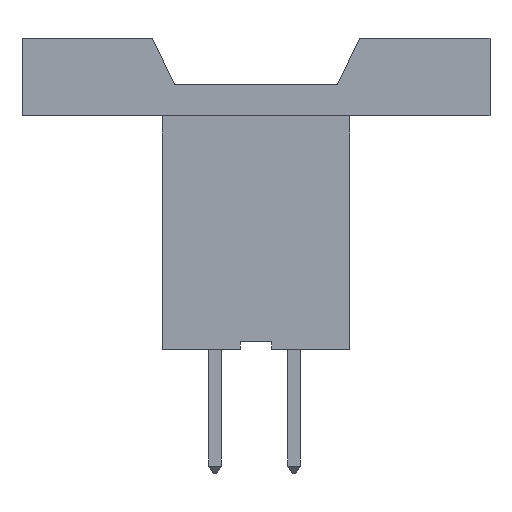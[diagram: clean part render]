
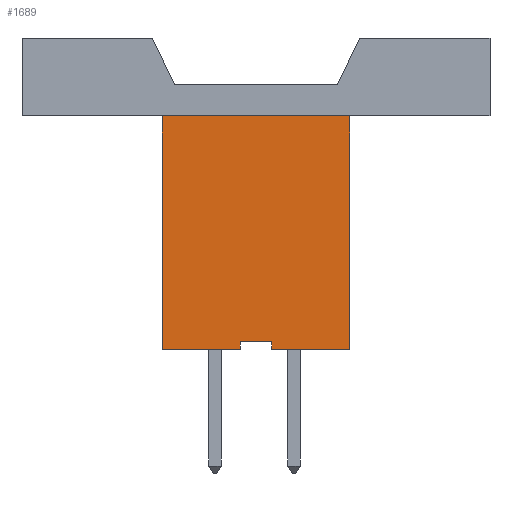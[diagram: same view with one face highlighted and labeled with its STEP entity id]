
A CAD part, front view. The second image highlights one B-rep face of the part: STEP entity #1689.
In plain terms, the highlighted planar face has unit normal (0, -1, 0).
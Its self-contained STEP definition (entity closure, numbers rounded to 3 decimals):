
#1646=AXIS2_PLACEMENT_3D('Plane Axis2P3D',#1643,#1644,#1645) ;
#302=CARTESIAN_POINT('Vertex',(9.02,1.727,23.)) ;
#305=CARTESIAN_POINT('Line Origine',(15.04,1.727,23.)) ;
#309=CARTESIAN_POINT('Vertex',(21.06,1.727,23.)) ;
#722=CARTESIAN_POINT('Vertex',(14.04,1.727,8.5)) ;
#727=CARTESIAN_POINT('Line Origine',(14.04,1.727,8.25)) ;
#731=CARTESIAN_POINT('Vertex',(14.04,1.727,8.)) ;
#766=CARTESIAN_POINT('Line Origine',(11.53,1.727,8.)) ;
#770=CARTESIAN_POINT('Vertex',(9.02,1.727,8.)) ;
#1643=CARTESIAN_POINT('Axis2P3D Location',(9.019,1.727,23.)) ;
#1648=CARTESIAN_POINT('Line Origine',(9.02,1.727,15.5)) ;
#1653=CARTESIAN_POINT('Line Origine',(15.04,1.727,8.5)) ;
#1657=CARTESIAN_POINT('Vertex',(16.04,1.727,8.5)) ;
#1660=CARTESIAN_POINT('Line Origine',(16.04,1.727,8.25)) ;
#1664=CARTESIAN_POINT('Vertex',(16.04,1.727,8.)) ;
#1667=CARTESIAN_POINT('Line Origine',(18.55,1.727,8.)) ;
#1671=CARTESIAN_POINT('Vertex',(21.06,1.727,8.)) ;
#1674=CARTESIAN_POINT('Line Origine',(21.06,1.727,15.5)) ;
#306=DIRECTION('Vector Direction',(-1.,0.,0.)) ;
#728=DIRECTION('Vector Direction',(0.,0.,-1.)) ;
#767=DIRECTION('Vector Direction',(1.,0.,0.)) ;
#1644=DIRECTION('Axis2P3D Direction',(-0.,1.,0.)) ;
#1645=DIRECTION('Axis2P3D XDirection',(1.,0.,0.)) ;
#1649=DIRECTION('Vector Direction',(0.,0.,-1.)) ;
#1654=DIRECTION('Vector Direction',(1.,0.,0.)) ;
#1661=DIRECTION('Vector Direction',(0.,0.,-1.)) ;
#1668=DIRECTION('Vector Direction',(-1.,0.,0.)) ;
#1675=DIRECTION('Vector Direction',(0.,0.,-1.)) ;
#307=VECTOR('Line Direction',#306,1.) ;
#729=VECTOR('Line Direction',#728,1.) ;
#768=VECTOR('Line Direction',#767,1.) ;
#1650=VECTOR('Line Direction',#1649,1.) ;
#1655=VECTOR('Line Direction',#1654,1.) ;
#1662=VECTOR('Line Direction',#1661,1.) ;
#1669=VECTOR('Line Direction',#1668,1.) ;
#1676=VECTOR('Line Direction',#1675,1.) ;
#1680=ORIENTED_EDGE('',*,*,#1652,.T.) ;
#1681=ORIENTED_EDGE('',*,*,#772,.T.) ;
#1682=ORIENTED_EDGE('',*,*,#733,.T.) ;
#1683=ORIENTED_EDGE('',*,*,#1659,.T.) ;
#1684=ORIENTED_EDGE('',*,*,#1666,.T.) ;
#1685=ORIENTED_EDGE('',*,*,#1673,.F.) ;
#1686=ORIENTED_EDGE('',*,*,#1678,.F.) ;
#1687=ORIENTED_EDGE('',*,*,#311,.T.) ;
#1689=ADVANCED_FACE('model',(#1688),#1647,.F.) ;
#311=EDGE_CURVE('',#310,#303,#308,.T.) ;
#733=EDGE_CURVE('',#732,#723,#730,.F.) ;
#772=EDGE_CURVE('',#771,#732,#769,.T.) ;
#1652=EDGE_CURVE('',#303,#771,#1651,.T.) ;
#1659=EDGE_CURVE('',#723,#1658,#1656,.T.) ;
#1666=EDGE_CURVE('',#1658,#1665,#1663,.T.) ;
#1673=EDGE_CURVE('',#1672,#1665,#1670,.T.) ;
#1678=EDGE_CURVE('',#310,#1672,#1677,.T.) ;
#1679=EDGE_LOOP('',(#1680,#1681,#1682,#1683,#1684,#1685,#1686,#1687)) ;
#1688=FACE_OUTER_BOUND('',#1679,.T.) ;
#308=LINE('Line',#305,#307) ;
#730=LINE('Line',#727,#729) ;
#769=LINE('Line',#766,#768) ;
#1651=LINE('Line',#1648,#1650) ;
#1656=LINE('Line',#1653,#1655) ;
#1663=LINE('Line',#1660,#1662) ;
#1670=LINE('Line',#1667,#1669) ;
#1677=LINE('Line',#1674,#1676) ;
#1647=PLANE('',#1646) ;
#303=VERTEX_POINT('',#302) ;
#310=VERTEX_POINT('',#309) ;
#723=VERTEX_POINT('',#722) ;
#732=VERTEX_POINT('',#731) ;
#771=VERTEX_POINT('',#770) ;
#1658=VERTEX_POINT('',#1657) ;
#1665=VERTEX_POINT('',#1664) ;
#1672=VERTEX_POINT('',#1671) ;
